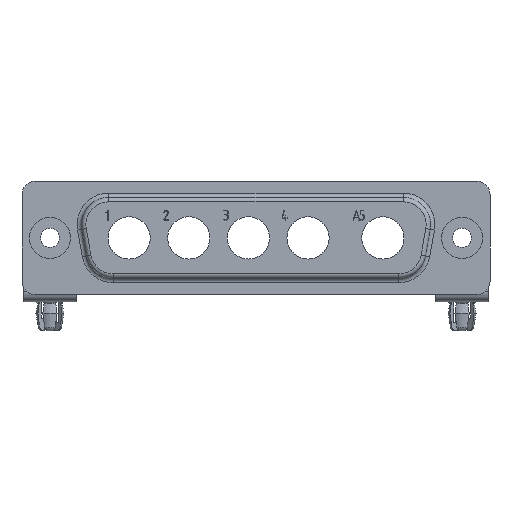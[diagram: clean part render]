
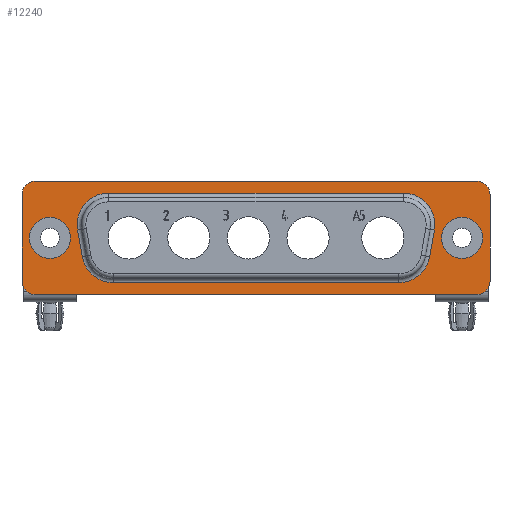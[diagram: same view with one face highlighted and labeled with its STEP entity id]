
A CAD part, front view. The second image highlights one B-rep face of the part: STEP entity #12240.
In plain terms, the highlighted face is planar.
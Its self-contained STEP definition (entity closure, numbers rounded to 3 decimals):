
#210=CARTESIAN_POINT('',(-209.471,214.697,0.66));
#220=VERTEX_POINT('',#210);
#250=CARTESIAN_POINT('',(-210.971,214.697,0.66));
#260=DIRECTION('',(0.,0.,-1.));
#270=DIRECTION('',(-1.,0.,0.));
#280=AXIS2_PLACEMENT_3D('',#250,#260,#270);
#290=CIRCLE('',#280,1.5);
#300=CARTESIAN_POINT('',(-210.971,216.197,0.66));
#310=VERTEX_POINT('',#300);
#320=EDGE_CURVE('',#310,#220,#290,.T.);
#620=CARTESIAN_POINT('',(-218.076,169.656,
0.66));
#630=VERTEX_POINT('',#620);
#660=CARTESIAN_POINT('',(-217.451,173.202,0.66)
);
#670=DIRECTION('',(0.,0.,-1.));
#680=DIRECTION('',(-1.,0.,0.));
#690=AXIS2_PLACEMENT_3D('',#660,#670,#680);
#700=CIRCLE('',#690,3.6);
#710=CARTESIAN_POINT('',(-221.051,173.202,0.66)
);
#720=VERTEX_POINT('',#710);
#730=EDGE_CURVE('',#630,#720,#700,.T.);
#3880=CARTESIAN_POINT('',(-222.401,164.277,0.66));
#3890=VERTEX_POINT('',#3880);
#3920=CARTESIAN_POINT('',(-220.901,164.277,0.66));
#3930=DIRECTION('',(0.,0.,-1.));
#3940=DIRECTION('',(0.,-1.,0.));
#3950=AXIS2_PLACEMENT_3D('',#3920,#3930,#3940);
#3960=CIRCLE('',#3950,1.5);
#3970=CARTESIAN_POINT('',(-220.901,162.777,0.66));
#3980=VERTEX_POINT('',#3970);
#3990=EDGE_CURVE('',#3980,#3890,#3960,.T.);
#6060=CARTESIAN_POINT('',(-210.971,164.277,0.66));
#6070=DIRECTION('',(0.,0.,1.));
#6080=DIRECTION('',(0.,1.,0.));
#6090=AXIS2_PLACEMENT_3D('',#6060,#6070,#6080);
#6100=CIRCLE('',#6090,1.5);
#6110=CARTESIAN_POINT('',(-210.971,162.777,0.66));
#6120=VERTEX_POINT('',#6110);
#6130=CARTESIAN_POINT('',(-209.471,164.277,0.66));
#6140=VERTEX_POINT('',#6130);
#6150=EDGE_CURVE('',#6120,#6140,#6100,.T.);
#10260=CARTESIAN_POINT('',(-215.046,169.122,
0.66));
#10270=VERTEX_POINT('',#10260);
#10300=CARTESIAN_POINT('',(-194.125,165.433,
0.66));
#10310=DIRECTION('',(-0.985,0.174,0.));
#10320=VECTOR('',#10310,1.);
#10330=LINE('',#10300,#10320);
#10340=EDGE_CURVE('',#10270,#630,#10330,.T.);
#10820=CARTESIAN_POINT('',(-194.125,162.777,
0.66));
#10830=DIRECTION('',(-1.,0.,0.));
#10840=VECTOR('',#10830,1.);
#10850=LINE('',#10820,#10840);
#10860=EDGE_CURVE('',#6120,#3980,#10850,.T.);
#11010=CARTESIAN_POINT('',(-228.883,159.179,0.66));
#11020=DIRECTION('',(0.,0.,1.));
#11030=DIRECTION('',(0.,1.,0.));
#11040=AXIS2_PLACEMENT_3D('',#11010,#11020,#11030);
#11050=PLANE('',#11040);
#11060=CARTESIAN_POINT('',(-215.936,165.967,0.66));
#11070=DIRECTION('',(0.,0.,1.));
#11080=DIRECTION('',(-1.,0.,0.));
#11090=AXIS2_PLACEMENT_3D('',#11060,#11070,#11080);
#11100=CIRCLE('',#11090,2.35);
#11110=CARTESIAN_POINT('',(-218.286,165.967,0.66));
#11120=VERTEX_POINT('',#11110);
#11130=CARTESIAN_POINT('',(-213.586,165.967,0.66));
#11140=VERTEX_POINT('',#11130);
#11150=EDGE_CURVE('',#11120,#11140,#11100,.T.);
#11160=ORIENTED_EDGE('',*,*,#11150,.F.);
#11170=EDGE_CURVE('',#11140,#11120,#11100,.T.);
#11180=ORIENTED_EDGE('',*,*,#11170,.F.);
#11190=EDGE_LOOP('',(#11180,#11160));
#11200=FACE_BOUND('',#11190,.T.);
#11210=CARTESIAN_POINT('',(-214.421,172.667,0.66));
#11220=DIRECTION('',(0.,0.,1.));
#11230=DIRECTION('',(1.,0.,0.));
#11240=AXIS2_PLACEMENT_3D('',#11210,#11220,#11230);
#11250=CIRCLE('',#11240,3.6);
#11260=CARTESIAN_POINT('',(-210.821,172.667,0.66));
#11270=VERTEX_POINT('',#11260);
#11280=EDGE_CURVE('',#10270,#11270,#11250,.T.);
#11290=ORIENTED_EDGE('',*,*,#11280,.F.);
#11300=CARTESIAN_POINT('',(-210.821,175.246,
0.66));
#11310=DIRECTION('',(0.,-1.,0.));
#11320=VECTOR('',#11310,1.);
#11330=LINE('',#11300,#11320);
#11340=CARTESIAN_POINT('',(-210.821,206.307,0.66));
#11350=VERTEX_POINT('',#11340);
#11360=EDGE_CURVE('',#11350,#11270,#11330,.T.);
#11370=ORIENTED_EDGE('',*,*,#11360,.T.);
#11380=CARTESIAN_POINT('',(-214.421,206.307,0.66));
#11390=DIRECTION('',(0.,0.,1.));
#11400=DIRECTION('',(1.,0.,0.));
#11410=AXIS2_PLACEMENT_3D('',#11380,#11390,#11400);
#11420=CIRCLE('',#11410,3.6);
#11430=CARTESIAN_POINT('',(-215.046,209.853,
0.66));
#11440=VERTEX_POINT('',#11430);
#11450=EDGE_CURVE('',#11350,#11440,#11420,.T.);
#11460=ORIENTED_EDGE('',*,*,#11450,.F.);
#11470=CARTESIAN_POINT('',(-194.125,213.541,
0.66));
#11480=DIRECTION('',(0.985,0.174,0.));
#11490=VECTOR('',#11480,1.);
#11500=LINE('',#11470,#11490);
#11510=CARTESIAN_POINT('',(-218.076,209.318,
0.66));
#11520=VERTEX_POINT('',#11510);
#11530=EDGE_CURVE('',#11520,#11440,#11500,.T.);
#11540=ORIENTED_EDGE('',*,*,#11530,.T.);
#11550=CARTESIAN_POINT('',(-217.451,205.773,
0.66));
#11560=DIRECTION('',(0.,0.,1.));
#11570=DIRECTION('',(1.,0.,0.));
#11580=AXIS2_PLACEMENT_3D('',#11550,#11560,#11570);
#11590=CIRCLE('',#11580,3.6);
#11600=CARTESIAN_POINT('',(-221.051,205.773,
0.66));
#11610=VERTEX_POINT('',#11600);
#11620=EDGE_CURVE('',#11520,#11610,#11590,.T.);
#11630=ORIENTED_EDGE('',*,*,#11620,.F.);
#11640=CARTESIAN_POINT('',(-221.051,175.246,
0.66));
#11650=DIRECTION('',(0.,1.,0.));
#11660=VECTOR('',#11650,1.);
#11670=LINE('',#11640,#11660);
#11680=EDGE_CURVE('',#720,#11610,#11670,.T.);
#11690=ORIENTED_EDGE('',*,*,#11680,.T.);
#11700=ORIENTED_EDGE('',*,*,#730,.T.);
#11710=ORIENTED_EDGE('',*,*,#10340,.T.);
#11720=EDGE_LOOP('',(#11710,#11700,#11690,#11630,#11540,#11460,#11370,
#11290));
#11730=FACE_BOUND('',#11720,.T.);
#11740=CARTESIAN_POINT('',(-215.936,213.007,0.66));
#11750=DIRECTION('',(0.,0.,1.));
#11760=DIRECTION('',(-1.,0.,0.));
#11770=AXIS2_PLACEMENT_3D('',#11740,#11750,#11760);
#11780=CIRCLE('',#11770,2.35);
#11790=CARTESIAN_POINT('',(-218.286,213.007,0.66));
#11800=VERTEX_POINT('',#11790);
#11810=CARTESIAN_POINT('',(-213.586,213.007,0.66));
#11820=VERTEX_POINT('',#11810);
#11830=EDGE_CURVE('',#11800,#11820,#11780,.T.);
#11840=ORIENTED_EDGE('',*,*,#11830,.F.);
#11850=EDGE_CURVE('',#11820,#11800,#11780,.T.);
#11860=ORIENTED_EDGE('',*,*,#11850,.F.);
#11870=EDGE_LOOP('',(#11860,#11840));
#11880=FACE_BOUND('',#11870,.T.);
#11890=ORIENTED_EDGE('',*,*,#6150,.T.);
#11900=ORIENTED_EDGE('',*,*,#10860,.F.);
#11910=ORIENTED_EDGE('',*,*,#3990,.F.);
#11920=CARTESIAN_POINT('',(-222.401,175.246,
0.66));
#11930=DIRECTION('',(0.,1.,0.));
#11940=VECTOR('',#11930,1.);
#11950=LINE('',#11920,#11940);
#11960=CARTESIAN_POINT('',(-222.401,214.697,0.66));
#11970=VERTEX_POINT('',#11960);
#11980=EDGE_CURVE('',#3890,#11970,#11950,.T.);
#11990=ORIENTED_EDGE('',*,*,#11980,.F.);
#12000=CARTESIAN_POINT('',(-220.901,214.697,0.66));
#12010=DIRECTION('',(0.,0.,1.));
#12020=DIRECTION('',(1.,0.,0.));
#12030=AXIS2_PLACEMENT_3D('',#12000,#12010,#12020);
#12040=CIRCLE('',#12030,1.5);
#12050=CARTESIAN_POINT('',(-220.901,216.197,0.66));
#12060=VERTEX_POINT('',#12050);
#12070=EDGE_CURVE('',#12060,#11970,#12040,.T.);
#12080=ORIENTED_EDGE('',*,*,#12070,.T.);
#12090=CARTESIAN_POINT('',(-194.125,216.197,
0.66));
#12100=DIRECTION('',(1.,0.,0.));
#12110=VECTOR('',#12100,1.);
#12120=LINE('',#12090,#12110);
#12130=EDGE_CURVE('',#12060,#310,#12120,.T.);
#12140=ORIENTED_EDGE('',*,*,#12130,.F.);
#12150=ORIENTED_EDGE('',*,*,#320,.F.);
#12160=CARTESIAN_POINT('',(-209.471,175.246,
0.66));
#12170=DIRECTION('',(0.,-1.,0.));
#12180=VECTOR('',#12170,1.);
#12190=LINE('',#12160,#12180);
#12200=EDGE_CURVE('',#220,#6140,#12190,.T.);
#12210=ORIENTED_EDGE('',*,*,#12200,.F.);
#12220=EDGE_LOOP('',(#12210,#12150,#12140,#12080,#11990,#11910,#11900,
#11890));
#12230=FACE_OUTER_BOUND('',#12220,.T.);
#12240=ADVANCED_FACE('',(#11200,#11730,#11880,#12230),#11050,.T.);
